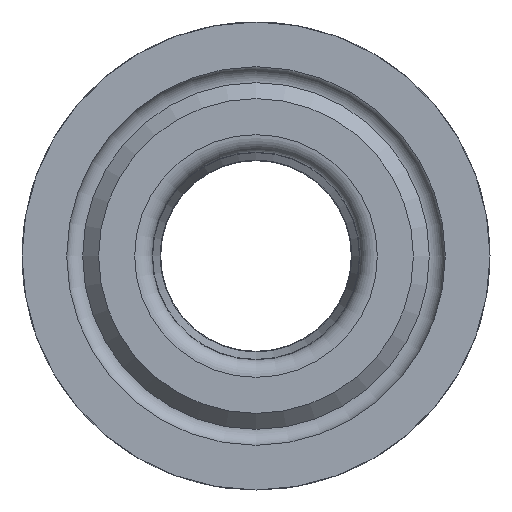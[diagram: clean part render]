
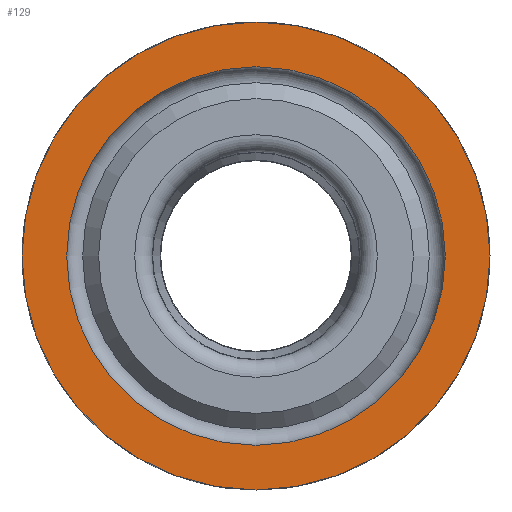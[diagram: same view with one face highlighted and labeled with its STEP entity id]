
A CAD part, left-side view. The second image highlights one B-rep face of the part: STEP entity #129.
In plain terms, the highlighted planar face has unit normal (-1, 0, 0).
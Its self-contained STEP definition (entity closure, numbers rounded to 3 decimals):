
#129 = ADVANCED_FACE( '', ( #268, #269 ), #270, .F. );
#268 = FACE_OUTER_BOUND( '', #414, .T. );
#269 = FACE_BOUND( '', #415, .T. );
#270 = PLANE( '', #416 );
#414 = EDGE_LOOP( '', ( #768 ) );
#415 = EDGE_LOOP( '', ( #769 ) );
#416 = AXIS2_PLACEMENT_3D( '', #770, #771, #772 );
#768 = ORIENTED_EDGE( '', *, *, #925, .F. );
#769 = ORIENTED_EDGE( '', *, *, #909, .T. );
#770 = CARTESIAN_POINT( '', ( 6., 9.08, 0. ) );
#771 = DIRECTION( '', ( 1., 0., 0. ) );
#772 = DIRECTION( '', ( 0., 0., -1. ) );
#909 = EDGE_CURVE( '', #1085, #1085, #1086, .T. );
#925 = EDGE_CURVE( '', #1117, #1117, #1118, .T. );
#1085 = VERTEX_POINT( '', #1431 );
#1086 = CIRCLE( '', #1432, 10.92 );
#1117 = VERTEX_POINT( '', #1463 );
#1118 = CIRCLE( '', #1464, 13.5 );
#1431 = CARTESIAN_POINT( '', ( 6., 0., -10.92 ) );
#1432 = AXIS2_PLACEMENT_3D( '', #1590, #1591, #1592 );
#1463 = CARTESIAN_POINT( '', ( 6., 0., -13.5 ) );
#1464 = AXIS2_PLACEMENT_3D( '', #1638, #1639, #1640 );
#1590 = CARTESIAN_POINT( '', ( 6., 0., 0. ) );
#1591 = DIRECTION( '', ( 1., 0., 0. ) );
#1592 = DIRECTION( '', ( 0., 0., -1. ) );
#1638 = CARTESIAN_POINT( '', ( 6., 0., 0. ) );
#1639 = DIRECTION( '', ( 1., 0., 0. ) );
#1640 = DIRECTION( '', ( 0., 0., -1. ) );
